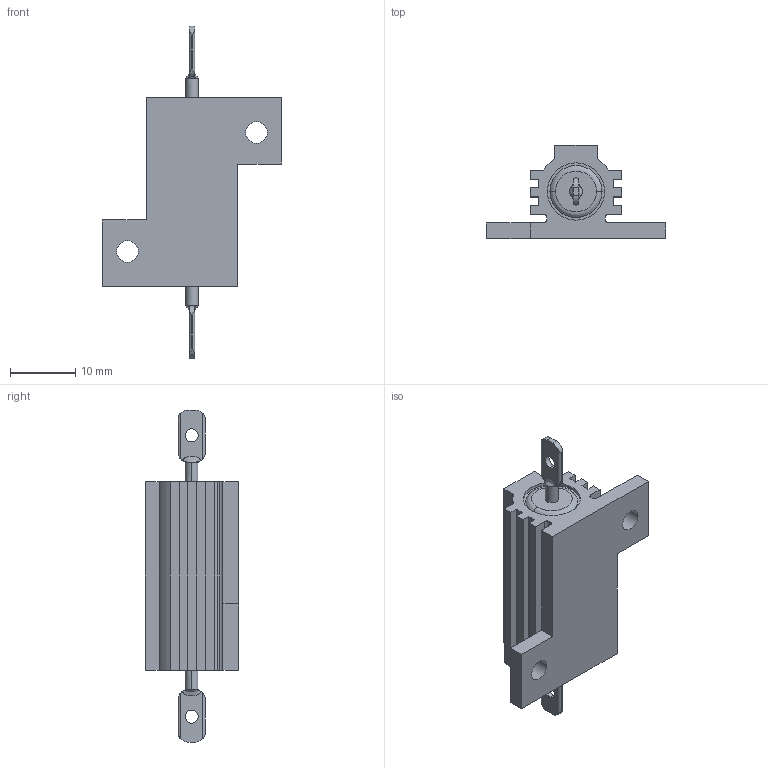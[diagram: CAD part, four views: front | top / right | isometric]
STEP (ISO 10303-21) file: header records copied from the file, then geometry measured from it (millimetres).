
FILE_DESCRIPTION (( 'STEP AP203' ), '1' );
FILE_NAME ('WH25.STEP', '2015-09-11T09:11:40', ( '' ), ( '' ), 'SwSTEP 2.0', 'SolidWorks 2015', '' );
FILE_SCHEMA (( 'CONFIG_CONTROL_DESIGN' ));
Length unit declared in the file: millimetre
Products named in the file (1): WH25
Bounding box: 27.5 x 14.3 x 51 mm (x, y, z)
Volume: 5051.4 mm3; surface area: 3041.2 mm2
Topology: 1 solids, 1 shells, 102 faces, 274 edges, 180 vertices
Faces by surface type: plane 56, cylinder 38, torus 4, bspline 4
Entity records: 3671 total; most frequent: CARTESIAN_POINT 1013, ORIENTED_EDGE 548, DIRECTION 524, EDGE_CURVE 274, VERTEX_POINT 180, AXIS2_PLACEMENT_3D 179, LINE 166, VECTOR 166
